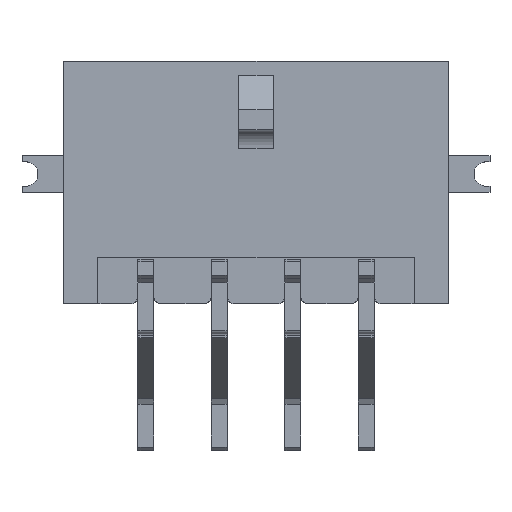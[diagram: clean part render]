
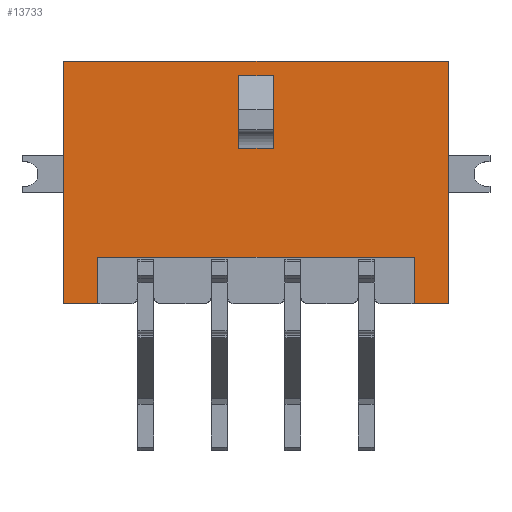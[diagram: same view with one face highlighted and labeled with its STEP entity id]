
A CAD part, top view. The second image highlights one B-rep face of the part: STEP entity #13733.
In plain terms, the highlighted planar face has unit normal (0, 0, 1).
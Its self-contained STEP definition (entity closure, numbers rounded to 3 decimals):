
#1080=ORIENTED_EDGE('',*,*,#3495,.F.);
#1081=ORIENTED_EDGE('',*,*,#3803,.F.);
#1082=ORIENTED_EDGE('',*,*,#3804,.T.);
#1083=ORIENTED_EDGE('',*,*,#3805,.T.);
#1084=ORIENTED_EDGE('',*,*,#3806,.F.);
#1085=ORIENTED_EDGE('',*,*,#3807,.F.);
#1086=ORIENTED_EDGE('',*,*,#3490,.F.);
#1087=ORIENTED_EDGE('',*,*,#3493,.F.);
#1088=ORIENTED_EDGE('',*,*,#3455,.F.);
#1089=ORIENTED_EDGE('',*,*,#3452,.F.);
#1090=ORIENTED_EDGE('',*,*,#3459,.T.);
#1091=ORIENTED_EDGE('',*,*,#3465,.T.);
#3452=EDGE_CURVE('',#4903,#4904,#5869,.T.);
#3455=EDGE_CURVE('',#4904,#4906,#5871,.T.);
#3459=EDGE_CURVE('',#4903,#4909,#5875,.T.);
#3465=EDGE_CURVE('',#4909,#4906,#5881,.T.);
#3490=EDGE_CURVE('',#4932,#4933,#5898,.T.);
#3493=EDGE_CURVE('',#4934,#4932,#5901,.T.);
#3495=EDGE_CURVE('',#4935,#4934,#5903,.T.);
#3803=EDGE_CURVE('',#5136,#4935,#6199,.T.);
#3804=EDGE_CURVE('',#5136,#5137,#6200,.T.);
#3805=EDGE_CURVE('',#5137,#5138,#6201,.T.);
#3806=EDGE_CURVE('',#5139,#5138,#6202,.T.);
#3807=EDGE_CURVE('',#4933,#5139,#6203,.T.);
#4903=VERTEX_POINT('',#18105);
#4904=VERTEX_POINT('',#18107);
#4906=VERTEX_POINT('',#18113);
#4909=VERTEX_POINT('',#18121);
#4932=VERTEX_POINT('',#18180);
#4933=VERTEX_POINT('',#18181);
#4934=VERTEX_POINT('',#18186);
#4935=VERTEX_POINT('',#18190);
#5136=VERTEX_POINT('',#18781);
#5137=VERTEX_POINT('',#18783);
#5138=VERTEX_POINT('',#18785);
#5139=VERTEX_POINT('',#18787);
#5869=LINE('',#18106,#7237);
#5871=LINE('',#18112,#7239);
#5875=LINE('',#18120,#7243);
#5881=LINE('',#18132,#7249);
#5898=LINE('',#18179,#7266);
#5901=LINE('',#18185,#7269);
#5903=LINE('',#18189,#7271);
#6199=LINE('',#18780,#7567);
#6200=LINE('',#18782,#7568);
#6201=LINE('',#18784,#7569);
#6202=LINE('',#18786,#7570);
#6203=LINE('',#18788,#7571);
#7237=VECTOR('',#15216,1000.);
#7239=VECTOR('',#15222,1000.);
#7243=VECTOR('',#15228,1000.);
#7249=VECTOR('',#15240,1000.);
#7266=VECTOR('',#15277,1000.);
#7269=VECTOR('',#15282,1000.);
#7271=VECTOR('',#15286,1000.);
#7567=VECTOR('',#15770,1000.);
#7568=VECTOR('',#15771,1000.);
#7569=VECTOR('',#15772,1000.);
#7570=VECTOR('',#15773,1000.);
#7571=VECTOR('',#15774,1000.);
#8432=EDGE_LOOP('',(#1080,#1081,#1082,#1083,#1084,#1085,#1086,#1087));
#8433=EDGE_LOOP('',(#1088,#1089,#1090,#1091));
#8986=FACE_BOUND('',#8432,.T.);
#8987=FACE_BOUND('',#8433,.T.);
#9531=PLANE('',#14293);
#13733=ADVANCED_FACE('',(#8986,#8987),#9531,.T.);
#14293=AXIS2_PLACEMENT_3D('',#18779,#15768,#15769);
#15216=DIRECTION('',(0.,-1.,0.));
#15222=DIRECTION('',(1.,0.,0.));
#15228=DIRECTION('',(1.,0.,0.));
#15240=DIRECTION('',(0.,-1.,0.));
#15277=DIRECTION('',(-1.,0.,0.));
#15282=DIRECTION('',(0.,1.,0.));
#15286=DIRECTION('',(1.,0.,0.));
#15768=DIRECTION('',(0.,0.,1.));
#15769=DIRECTION('',(1.,0.,0.));
#15770=DIRECTION('',(0.,1.,0.));
#15771=DIRECTION('',(1.,0.,0.));
#15772=DIRECTION('',(0.,1.,0.));
#15773=DIRECTION('',(1.,0.,0.));
#15774=DIRECTION('',(0.,1.,0.));
#18105=CARTESIAN_POINT('',(-3.55,8.55,6.86));
#18106=CARTESIAN_POINT('',(-3.55,8.55,6.86));
#18107=CARTESIAN_POINT('',(-3.55,7.15,6.86));
#18112=CARTESIAN_POINT('',(-2.8,7.15,6.86));
#18113=CARTESIAN_POINT('',(-0.6,7.15,6.86));
#18120=CARTESIAN_POINT('',(-2.8,8.55,6.86));
#18121=CARTESIAN_POINT('',(-0.6,8.55,6.86));
#18132=CARTESIAN_POINT('',(-0.6,8.55,6.86));
#18179=CARTESIAN_POINT('',(-8.,14.3,6.86));
#18180=CARTESIAN_POINT('',(-8.,14.3,6.86));
#18181=CARTESIAN_POINT('',(-9.9,14.3,6.86));
#18185=CARTESIAN_POINT('',(-8.,1.4,6.86));
#18186=CARTESIAN_POINT('',(-8.,1.4,6.86));
#18189=CARTESIAN_POINT('',(-9.9,1.4,6.86));
#18190=CARTESIAN_POINT('',(-9.9,1.4,6.86));
#18779=CARTESIAN_POINT('',(-9.9,0.,6.86));
#18780=CARTESIAN_POINT('',(-9.9,0.,6.86));
#18781=CARTESIAN_POINT('',(-9.9,0.,6.86));
#18782=CARTESIAN_POINT('',(-9.9,0.,6.86));
#18783=CARTESIAN_POINT('',(0.,0.,6.86));
#18784=CARTESIAN_POINT('',(0.,0.,6.86));
#18785=CARTESIAN_POINT('',(0.,15.7,6.86));
#18786=CARTESIAN_POINT('',(-9.9,15.7,6.86));
#18787=CARTESIAN_POINT('',(-9.9,15.7,6.86));
#18788=CARTESIAN_POINT('',(-9.9,0.,6.86));
